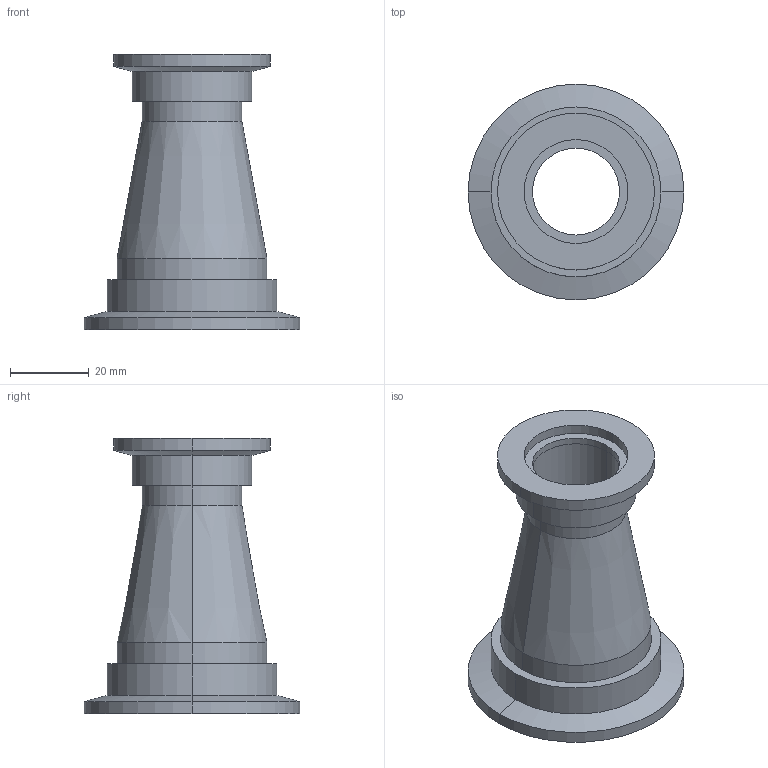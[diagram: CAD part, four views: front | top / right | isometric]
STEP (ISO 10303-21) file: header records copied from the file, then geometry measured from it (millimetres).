
FILE_DESCRIPTION (( 'STEP AP214' ), '1' );
FILE_NAME ('732010.STEP', '2023-12-26T08:30:50', ( '' ), ( '' ), 'SwSTEP 2.0', 'SolidWorks 2022', '' );
FILE_SCHEMA (( 'AUTOMOTIVE_DESIGN' ));
Length unit declared in the file: inch
Products named in the file (1): 732010
Bounding box: 54.86 x 54.86 x 69.95 mm (x, y, z)
Volume: 21580.5 mm3; surface area: 21618 mm2
Topology: 3 solids, 3 shells, 46 faces, 92 edges, 56 vertices
Faces by surface type: cylinder 28, plane 10, cone 8
Entity records: 1278 total; most frequent: DIRECTION 242, CARTESIAN_POINT 195, ORIENTED_EDGE 184, AXIS2_PLACEMENT_3D 103, EDGE_CURVE 92, EDGE_LOOP 56, VERTEX_POINT 56, CIRCLE 56
